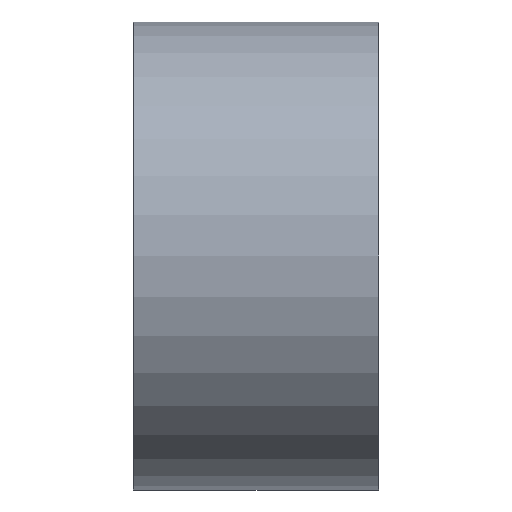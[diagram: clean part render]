
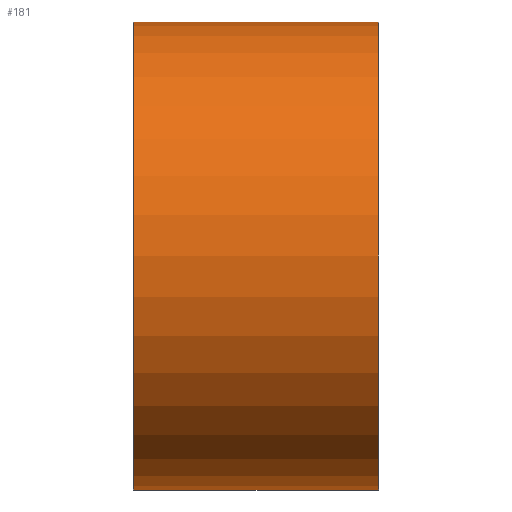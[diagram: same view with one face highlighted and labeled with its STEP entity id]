
A CAD part, front view. The second image highlights one B-rep face of the part: STEP entity #181.
In plain terms, the highlighted cylindrical face has radius 140 mm (diameter 280 mm), a full revolution.
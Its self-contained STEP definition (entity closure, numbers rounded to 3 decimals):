
#25=LINE('',#323,#32);
#32=VECTOR('',#257,140.);
#39=CYLINDRICAL_SURFACE('',#218,140.);
#45=FACE_OUTER_BOUND('',#58,.T.);
#58=EDGE_LOOP('',(#135,#136,#137,#138,#139,#140));
#76=CIRCLE('',#216,140.);
#77=CIRCLE('',#217,140.);
#78=CIRCLE('',#219,140.);
#79=CIRCLE('',#220,140.);
#92=VERTEX_POINT('',#316);
#93=VERTEX_POINT('',#318);
#94=VERTEX_POINT('',#322);
#95=VERTEX_POINT('',#324);
#108=EDGE_CURVE('',#92,#93,#76,.T.);
#109=EDGE_CURVE('',#93,#92,#77,.T.);
#110=EDGE_CURVE('',#93,#94,#25,.T.);
#111=EDGE_CURVE('',#95,#94,#78,.T.);
#112=EDGE_CURVE('',#94,#95,#79,.T.);
#135=ORIENTED_EDGE('',*,*,#109,.F.);
#136=ORIENTED_EDGE('',*,*,#110,.T.);
#137=ORIENTED_EDGE('',*,*,#111,.F.);
#138=ORIENTED_EDGE('',*,*,#112,.F.);
#139=ORIENTED_EDGE('',*,*,#110,.F.);
#140=ORIENTED_EDGE('',*,*,#108,.F.);
#181=ADVANCED_FACE('',(#45),#39,.T.);
#216=AXIS2_PLACEMENT_3D('',#319,#251,#252);
#217=AXIS2_PLACEMENT_3D('',#320,#253,#254);
#218=AXIS2_PLACEMENT_3D('',#321,#255,#256);
#219=AXIS2_PLACEMENT_3D('',#325,#258,#259);
#220=AXIS2_PLACEMENT_3D('',#326,#260,#261);
#251=DIRECTION('center_axis',(1.,0.,0.));
#252=DIRECTION('ref_axis',(0.,-1.,0.));
#253=DIRECTION('center_axis',(1.,0.,0.));
#254=DIRECTION('ref_axis',(0.,-1.,0.));
#255=DIRECTION('center_axis',(1.,0.,0.));
#256=DIRECTION('ref_axis',(0.,1.,0.));
#257=DIRECTION('',(-1.,0.,0.));
#258=DIRECTION('center_axis',(-1.,0.,0.));
#259=DIRECTION('ref_axis',(0.,-1.,0.));
#260=DIRECTION('center_axis',(-1.,0.,0.));
#261=DIRECTION('ref_axis',(0.,-1.,0.));
#316=CARTESIAN_POINT('',(-0.5,0.,140.));
#318=CARTESIAN_POINT('',(-0.5,-140.,0.));
#319=CARTESIAN_POINT('Origin',(-0.5,0.,0.));
#320=CARTESIAN_POINT('Origin',(-0.5,0.,0.));
#321=CARTESIAN_POINT('Origin',(-73.5,0.,0.));
#322=CARTESIAN_POINT('',(-146.5,-140.,0.));
#323=CARTESIAN_POINT('',(-73.5,-140.,0.));
#324=CARTESIAN_POINT('',(-146.5,0.,140.));
#325=CARTESIAN_POINT('Origin',(-146.5,0.,0.));
#326=CARTESIAN_POINT('Origin',(-146.5,0.,0.));
